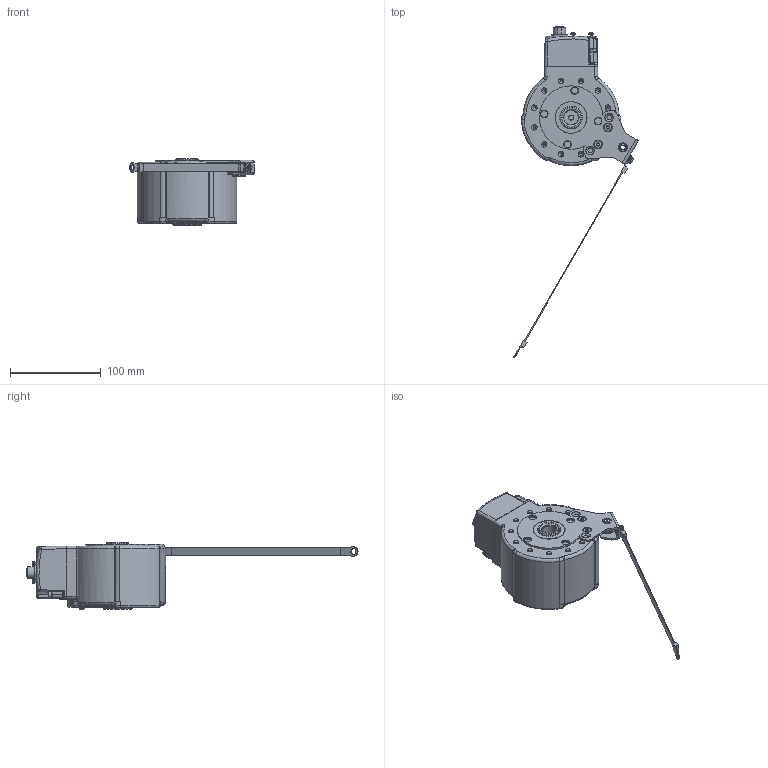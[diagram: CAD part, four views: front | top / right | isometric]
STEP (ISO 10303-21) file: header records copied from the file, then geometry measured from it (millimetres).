
FILE_DESCRIPTION((''),'2;1');
FILE_NAME('809783-K01_SW0002','2011-11-03T',('SE2994'),(''),'PRO/ENGINEER BY PARAMETRIC TECHNOLOGY CORPORATION, 2010180','PRO/ENGINEER BY PARAMETRIC TECHNOLOGY CORPORATION, 2010180','');
FILE_SCHEMA(('CONFIG_CONTROL_DESIGN','SHAPE_APPEARANCE_LAYERS_GROUPS'));
Length unit declared in the file: millimetre
Products named in the file (1): 809783-K01_SW0002
Bounding box: 137.57 x 366.28 x 73.8 mm (x, y, z)
Volume: 301757.4 mm3; surface area: 127026.3 mm2
Topology: 2 solids, 4 shells, 1312 faces, 3160 edges, 1953 vertices
Faces by surface type: cylinder 577, plane 380, cone 145, torus 123, bspline 50, sphere 34, extrusion 2, revolution 1
Entity records: 68995 total; most frequent: CARTESIAN_POINT 30358, DIRECTION 7074, ORIENTED_EDGE 6280, EDGE_CURVE 3140, AXIS2_PLACEMENT_3D 2985, VERTEX_POINT 1953, CIRCLE 1726, EDGE_LOOP 1457
